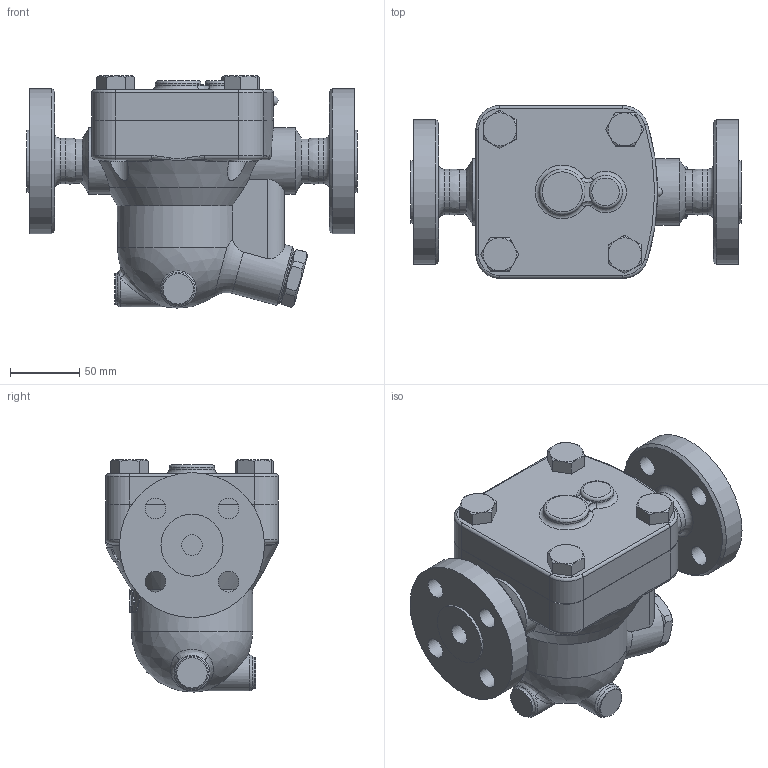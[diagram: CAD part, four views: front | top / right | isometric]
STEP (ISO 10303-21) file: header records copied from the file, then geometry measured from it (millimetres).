
FILE_DESCRIPTION((''),'2;1');
FILE_NAME('j5rhb-015-e0100-00.stp','2011-09-30T10:52:04',('asada'),(''),'Autodesk Inventor 2012','Autodesk Inventor 2012','');
FILE_SCHEMA(('AUTOMOTIVE_DESIGN { 1 0 10303 214 1 1 1 1 }'));
Length unit declared in the file: millimetre
Products named in the file (1): j5rhb-015-e0100-00
Bounding box: 239 x 125 x 168.15 mm (x, y, z)
Volume: 2002621.8 mm3; surface area: 178059.7 mm2
Topology: 1 solids, 1 shells, 276 faces, 681 edges, 428 vertices
Faces by surface type: plane 95, cylinder 77, cone 37, bspline 35, torus 30, sphere 2
Full cylindrical faces by diameter (mm): 15 x10, 16 x8, 18 x4, 22 x2, 24 x1, 26 x1, 32 x2, 33 x1, 38 x1, 44 x1, 45 x2, 48 x2, 80 x1, 105 x2
Entity records: 13319 total; most frequent: CARTESIAN_POINT 7434, ORIENTED_EDGE 1194, DIRECTION 1158, EDGE_CURVE 597, AXIS2_PLACEMENT_3D 500, VERTEX_POINT 407, EDGE_LOOP 384, FACE_OUTER_BOUND 276
